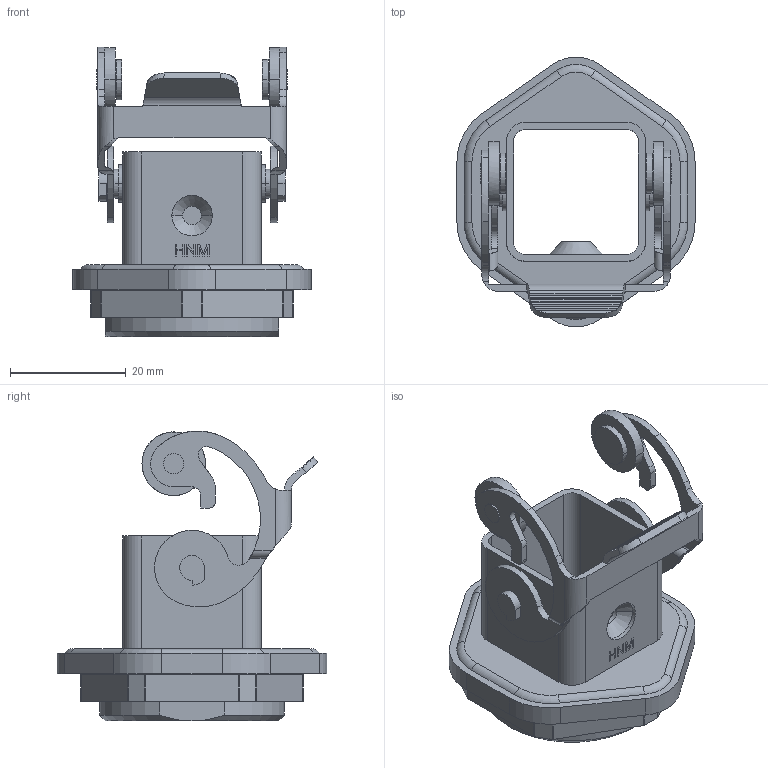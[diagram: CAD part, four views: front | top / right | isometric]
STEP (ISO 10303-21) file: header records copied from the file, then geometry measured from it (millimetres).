
FILE_DESCRIPTION(('Creo Elements/Direct Modeling STEP Export'),'2;1');
FILE_NAME('0ln7uvk5h0nhjfb1380','2022-02-01T15:06:28',(''),(''),'Creo Elements/Direct Modeling STEP processor for AP214 (Solid Model)','Creo Elements/Direct Modeling 20.1B 02-Apr-2019 (C) Parametric Technology GmbH','');
FILE_SCHEMA(('AUTOMOTIVE_DESIGN { 1 0 10303 214 1 1 1 1 }'));
Length unit declared in the file: millimetre
Products named in the file (2): RKAX_IFC
Assembly tree (1 placements, depth 2):
  RKAX_IFC
    RKAX_IFC
Bounding box: 41.2 x 46.62 x 50.16 mm (x, y, z)
Volume: 11556.1 mm3; surface area: 11664.5 mm2
Topology: 1 solids, 1 shells, 301 faces, 826 edges, 555 vertices
Faces by surface type: plane 153, cylinder 137, torus 6, cone 5
Entity records: 12633 total; most frequent: CARTESIAN_POINT 2423, ORIENTED_EDGE 1652, DIRECTION 1615, EDGE_CURVE 826, AXIS2_PLACEMENT_3D 563, VERTEX_POINT 555, VECTOR 489, LINE 489
